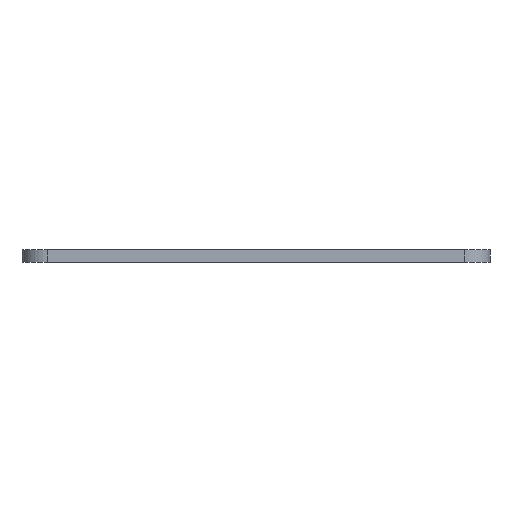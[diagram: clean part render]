
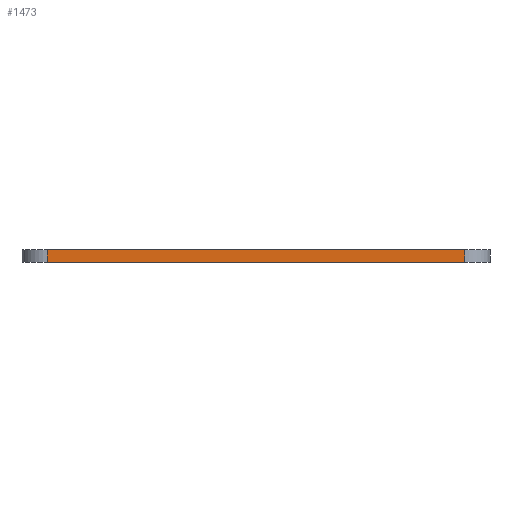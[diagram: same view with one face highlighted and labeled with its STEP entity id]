
A CAD part, left-side view. The second image highlights one B-rep face of the part: STEP entity #1473.
In plain terms, the highlighted planar face has unit normal (-1, 0, 0).
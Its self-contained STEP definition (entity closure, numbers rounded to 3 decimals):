
#139 = CARTESIAN_POINT ( 'NONE',  ( 0., 0., 5. ) ) ;
#555 = CARTESIAN_POINT ( 'NONE',  ( 0., -10., 5. ) ) ;
#658 = VERTEX_POINT ( 'NONE', #5283 ) ;
#916 = VECTOR ( 'NONE', #2733, 1000. ) ;
#1036 = CARTESIAN_POINT ( 'NONE',  ( 0., -10., 5. ) ) ;
#1473 = ADVANCED_FACE ( 'NONE', ( #4543 ), #5101, .F. ) ;
#1504 = VERTEX_POINT ( 'NONE', #555 ) ;
#1533 = ORIENTED_EDGE ( 'NONE', *, *, #2068, .F. ) ;
#1695 = ORIENTED_EDGE ( 'NONE', *, *, #4677, .T. ) ;
#1976 = ORIENTED_EDGE ( 'NONE', *, *, #4182, .T. ) ;
#2068 = EDGE_CURVE ( 'NONE', #1504, #3251, #4994, .T. ) ;
#2244 = DIRECTION ( 'NONE',  ( 0., -1., 0. ) ) ;
#2560 = DIRECTION ( 'NONE',  ( 0., 0., 1. ) ) ;
#2577 = VECTOR ( 'NONE', #2560, 1000. ) ;
#2642 = DIRECTION ( 'NONE',  ( 1., 0., 0. ) ) ;
#2694 = ORIENTED_EDGE ( 'NONE', *, *, #3879, .T. ) ;
#2704 = LINE ( 'NONE', #1036, #916 ) ;
#2733 = DIRECTION ( 'NONE',  ( 0., 0., -1. ) ) ;
#2796 = AXIS2_PLACEMENT_3D ( 'NONE', #139, #2642, #5144 ) ;
#3012 = CARTESIAN_POINT ( 'NONE',  ( 0., -175., 5. ) ) ;
#3038 = CARTESIAN_POINT ( 'NONE',  ( 0., -175., 5. ) ) ;
#3109 = LINE ( 'NONE', #3411, #3634 ) ;
#3251 = VERTEX_POINT ( 'NONE', #3038 ) ;
#3411 = CARTESIAN_POINT ( 'NONE',  ( 0., 0., 0. ) ) ;
#3497 = VERTEX_POINT ( 'NONE', #4919 ) ;
#3634 = VECTOR ( 'NONE', #4258, 1000. ) ;
#3879 = EDGE_CURVE ( 'NONE', #1504, #658, #2704, .T. ) ;
#4061 = LINE ( 'NONE', #3012, #2577 ) ;
#4182 = EDGE_CURVE ( 'NONE', #3497, #3251, #4061, .T. ) ;
#4206 = VECTOR ( 'NONE', #2244, 1000. ) ;
#4258 = DIRECTION ( 'NONE',  ( 0., -1., 0. ) ) ;
#4314 = CARTESIAN_POINT ( 'NONE',  ( 0., 0., 5. ) ) ;
#4543 = FACE_OUTER_BOUND ( 'NONE', #5134, .T. ) ;
#4677 = EDGE_CURVE ( 'NONE', #658, #3497, #3109, .T. ) ;
#4919 = CARTESIAN_POINT ( 'NONE',  ( 0., -175., 0. ) ) ;
#4994 = LINE ( 'NONE', #4314, #4206 ) ;
#5101 = PLANE ( 'NONE',  #2796 ) ;
#5134 = EDGE_LOOP ( 'NONE', ( #1533, #2694, #1695, #1976 ) ) ;
#5144 = DIRECTION ( 'NONE',  ( 0., 1., 0. ) ) ;
#5283 = CARTESIAN_POINT ( 'NONE',  ( 0., -10., 0. ) ) ;
